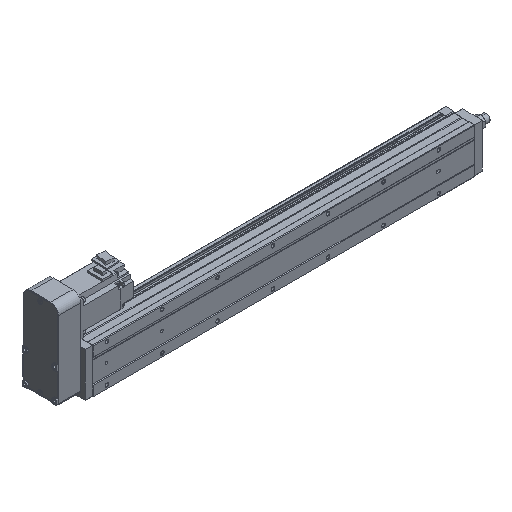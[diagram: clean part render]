
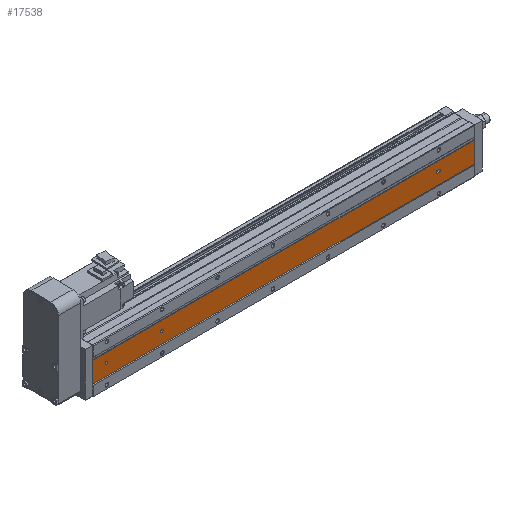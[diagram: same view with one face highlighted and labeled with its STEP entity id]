
A CAD part, isometric view. The second image highlights one B-rep face of the part: STEP entity #17538.
In plain terms, the highlighted planar face has unit normal (0, -1, 0).
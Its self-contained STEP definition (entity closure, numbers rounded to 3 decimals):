
#538 = LINE ( 'NONE', #13553, #6010 ) ;
#553 = CARTESIAN_POINT ( 'NONE',  ( 25., 1., 0. ) ) ;
#710 = ORIENTED_EDGE ( 'NONE', *, *, #10396, .F. ) ;
#861 = DIRECTION ( 'NONE',  ( 0., -1., 0. ) ) ;
#898 = CARTESIAN_POINT ( 'NONE',  ( 624., 1., 2.5 ) ) ;
#931 = VERTEX_POINT ( 'NONE', #23566 ) ;
#1118 = DIRECTION ( 'NONE',  ( 0., 0., 1. ) ) ;
#1467 = EDGE_CURVE ( 'NONE', #931, #19397, #2558, .T. ) ;
#1517 = ORIENTED_EDGE ( 'NONE', *, *, #15281, .F. ) ;
#1554 = AXIS2_PLACEMENT_3D ( 'NONE', #18880, #21409, #2026 ) ;
#2026 = DIRECTION ( 'NONE',  ( 0., 0., 1. ) ) ;
#2316 = CARTESIAN_POINT ( 'NONE',  ( 125., 1., 0. ) ) ;
#2558 = CIRCLE ( 'NONE', #20625, 2.5 ) ;
#2828 = DIRECTION ( 'NONE',  ( 0., -1., 0. ) ) ;
#3723 = CARTESIAN_POINT ( 'NONE',  ( 626., 1., -2.5 ) ) ;
#3819 = CARTESIAN_POINT ( 'NONE',  ( 690., 1., -21. ) ) ;
#3895 = DIRECTION ( 'NONE',  ( -1., 0., 0. ) ) ;
#4012 = CARTESIAN_POINT ( 'NONE',  ( 690., 1., 16.4 ) ) ;
#4294 = ORIENTED_EDGE ( 'NONE', *, *, #18248, .T. ) ;
#4321 = CARTESIAN_POINT ( 'NONE',  ( 125., 1., 2.5 ) ) ;
#4977 = VERTEX_POINT ( 'NONE', #15250 ) ;
#4999 = EDGE_CURVE ( 'NONE', #7163, #14846, #538, .T. ) ;
#5017 = ORIENTED_EDGE ( 'NONE', *, *, #22475, .F. ) ;
#5350 = ORIENTED_EDGE ( 'NONE', *, *, #6139, .F. ) ;
#5934 = CARTESIAN_POINT ( 'NONE',  ( 0., 1., 16.4 ) ) ;
#5977 = PLANE ( 'NONE',  #22642 ) ;
#6010 = VECTOR ( 'NONE', #13962, 1000. ) ;
#6139 = EDGE_CURVE ( 'NONE', #15985, #11463, #23208, .T. ) ;
#6953 = DIRECTION ( 'NONE',  ( 0., -1., 0. ) ) ;
#7149 = DIRECTION ( 'NONE',  ( 0., -1., 0. ) ) ;
#7163 = VERTEX_POINT ( 'NONE', #7370 ) ;
#7370 = CARTESIAN_POINT ( 'NONE',  ( 624., 1., -2.5 ) ) ;
#8203 = CARTESIAN_POINT ( 'NONE',  ( 690., 1., 16.4 ) ) ;
#8335 = DIRECTION ( 'NONE',  ( 0., 0., -1. ) ) ;
#8880 = CARTESIAN_POINT ( 'NONE',  ( 690., 1., 16.4 ) ) ;
#9230 = DIRECTION ( 'NONE',  ( 0., 0., -1. ) ) ;
#9643 = LINE ( 'NONE', #11379, #21045 ) ;
#10047 = ORIENTED_EDGE ( 'NONE', *, *, #26539, .F. ) ;
#10396 = EDGE_CURVE ( 'NONE', #11848, #7163, #14200, .T. ) ;
#10422 = CIRCLE ( 'NONE', #27486, 2.5 ) ;
#10943 = VERTEX_POINT ( 'NONE', #8880 ) ;
#11223 = VERTEX_POINT ( 'NONE', #4321 ) ;
#11379 = CARTESIAN_POINT ( 'NONE',  ( 0., 1., 16.4 ) ) ;
#11463 = VERTEX_POINT ( 'NONE', #22994 ) ;
#11525 = CARTESIAN_POINT ( 'NONE',  ( 624., 1., 0. ) ) ;
#11587 = VECTOR ( 'NONE', #12456, 1000. ) ;
#11667 = CIRCLE ( 'NONE', #12107, 2.5 ) ;
#11848 = VERTEX_POINT ( 'NONE', #898 ) ;
#11863 = EDGE_LOOP ( 'NONE', ( #18237, #20052 ) ) ;
#11893 = LINE ( 'NONE', #13729, #22936 ) ;
#11960 = CIRCLE ( 'NONE', #1554, 2.5 ) ;
#12107 = AXIS2_PLACEMENT_3D ( 'NONE', #553, #19660, #26043 ) ;
#12123 = VERTEX_POINT ( 'NONE', #12331 ) ;
#12331 = CARTESIAN_POINT ( 'NONE',  ( 626., 1., 2.5 ) ) ;
#12456 = DIRECTION ( 'NONE',  ( -1., 0., 0. ) ) ;
#12495 = FACE_BOUND ( 'NONE', #11863, .T. ) ;
#12518 = AXIS2_PLACEMENT_3D ( 'NONE', #2316, #861, #1118 ) ;
#12905 = DIRECTION ( 'NONE',  ( 0., 1., 0. ) ) ;
#12924 = EDGE_CURVE ( 'NONE', #14846, #12123, #11960, .T. ) ;
#13553 = CARTESIAN_POINT ( 'NONE',  ( 690., 1., -2.5 ) ) ;
#13565 = VECTOR ( 'NONE', #3895, 1000. ) ;
#13729 = CARTESIAN_POINT ( 'NONE',  ( 690., 1., 2.5 ) ) ;
#13842 = CARTESIAN_POINT ( 'NONE',  ( 125., 1., 0. ) ) ;
#13962 = DIRECTION ( 'NONE',  ( 1., 0., 0. ) ) ;
#14200 = CIRCLE ( 'NONE', #25520, 2.5 ) ;
#14846 = VERTEX_POINT ( 'NONE', #3723 ) ;
#15180 = EDGE_LOOP ( 'NONE', ( #26772, #710, #5017, #19256 ) ) ;
#15250 = CARTESIAN_POINT ( 'NONE',  ( 125., 1., -2.5 ) ) ;
#15281 = EDGE_CURVE ( 'NONE', #10943, #15985, #27752, .T. ) ;
#15891 = CARTESIAN_POINT ( 'NONE',  ( 25., 1., 2.5 ) ) ;
#15985 = VERTEX_POINT ( 'NONE', #25259 ) ;
#16484 = LINE ( 'NONE', #25133, #13565 ) ;
#16863 = FACE_OUTER_BOUND ( 'NONE', #18435, .T. ) ;
#16952 = VERTEX_POINT ( 'NONE', #5934 ) ;
#17538 = ADVANCED_FACE ( 'NONE', ( #16863, #25384, #12495, #23393 ), #5977, .F. ) ;
#17724 = DIRECTION ( 'NONE',  ( 0., 0., 1. ) ) ;
#17853 = CARTESIAN_POINT ( 'NONE',  ( 25., 1., 0. ) ) ;
#18237 = ORIENTED_EDGE ( 'NONE', *, *, #1467, .F. ) ;
#18248 = EDGE_CURVE ( 'NONE', #16952, #11463, #9643, .T. ) ;
#18435 = EDGE_LOOP ( 'NONE', ( #4294, #5350, #1517, #24751 ) ) ;
#18880 = CARTESIAN_POINT ( 'NONE',  ( 626., 1., 0. ) ) ;
#19256 = ORIENTED_EDGE ( 'NONE', *, *, #12924, .F. ) ;
#19397 = VERTEX_POINT ( 'NONE', #15891 ) ;
#19660 = DIRECTION ( 'NONE',  ( 0., -1., 0. ) ) ;
#20052 = ORIENTED_EDGE ( 'NONE', *, *, #22801, .F. ) ;
#20625 = AXIS2_PLACEMENT_3D ( 'NONE', #17853, #6953, #17724 ) ;
#20725 = DIRECTION ( 'NONE',  ( 0., 0., 1. ) ) ;
#21045 = VECTOR ( 'NONE', #9230, 1000. ) ;
#21409 = DIRECTION ( 'NONE',  ( 0., -1., 0. ) ) ;
#22475 = EDGE_CURVE ( 'NONE', #12123, #11848, #11893, .T. ) ;
#22503 = DIRECTION ( 'NONE',  ( 0., 0., 1. ) ) ;
#22642 = AXIS2_PLACEMENT_3D ( 'NONE', #4012, #12905, #23543 ) ;
#22801 = EDGE_CURVE ( 'NONE', #19397, #931, #11667, .T. ) ;
#22936 = VECTOR ( 'NONE', #24798, 1000. ) ;
#22994 = CARTESIAN_POINT ( 'NONE',  ( 0., 1., -21. ) ) ;
#23125 = EDGE_LOOP ( 'NONE', ( #25957, #10047 ) ) ;
#23208 = LINE ( 'NONE', #3819, #11587 ) ;
#23393 = FACE_BOUND ( 'NONE', #23125, .T. ) ;
#23543 = DIRECTION ( 'NONE',  ( 1., 0., 0. ) ) ;
#23566 = CARTESIAN_POINT ( 'NONE',  ( 25., 1., -2.5 ) ) ;
#24576 = EDGE_CURVE ( 'NONE', #10943, #16952, #16484, .T. ) ;
#24722 = CIRCLE ( 'NONE', #12518, 2.5 ) ;
#24751 = ORIENTED_EDGE ( 'NONE', *, *, #24576, .T. ) ;
#24798 = DIRECTION ( 'NONE',  ( -1., 0., 0. ) ) ;
#25133 = CARTESIAN_POINT ( 'NONE',  ( 690., 1., 16.4 ) ) ;
#25259 = CARTESIAN_POINT ( 'NONE',  ( 690., 1., -21. ) ) ;
#25384 = FACE_BOUND ( 'NONE', #15180, .T. ) ;
#25410 = EDGE_CURVE ( 'NONE', #4977, #11223, #10422, .T. ) ;
#25520 = AXIS2_PLACEMENT_3D ( 'NONE', #11525, #7149, #20725 ) ;
#25957 = ORIENTED_EDGE ( 'NONE', *, *, #25410, .F. ) ;
#26043 = DIRECTION ( 'NONE',  ( 0., 0., 1. ) ) ;
#26539 = EDGE_CURVE ( 'NONE', #11223, #4977, #24722, .T. ) ;
#26772 = ORIENTED_EDGE ( 'NONE', *, *, #4999, .F. ) ;
#27051 = VECTOR ( 'NONE', #8335, 1000. ) ;
#27486 = AXIS2_PLACEMENT_3D ( 'NONE', #13842, #2828, #22503 ) ;
#27752 = LINE ( 'NONE', #8203, #27051 ) ;
